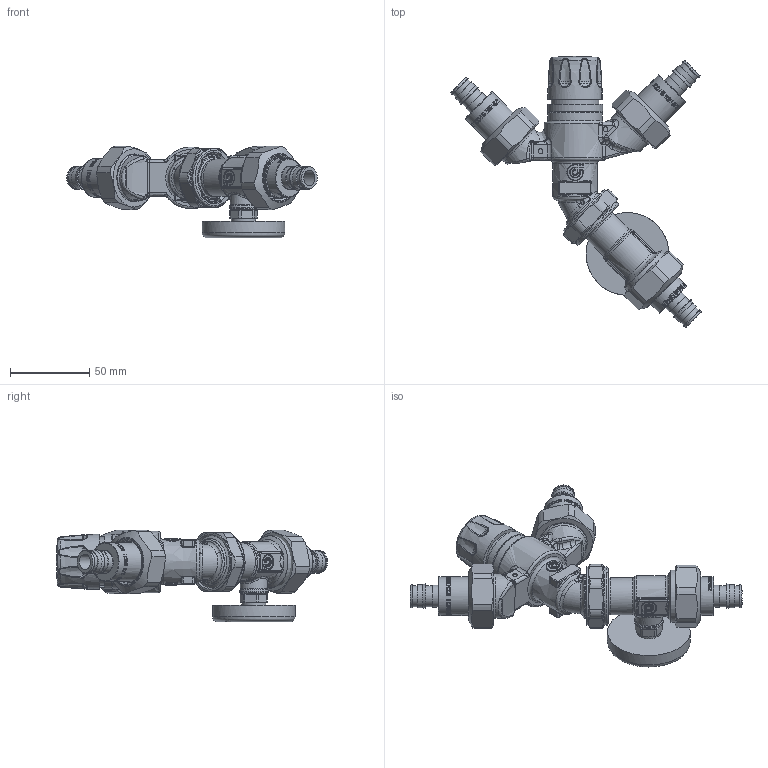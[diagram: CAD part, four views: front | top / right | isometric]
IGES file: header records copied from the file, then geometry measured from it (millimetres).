
Global section: file name: 520415AC; native system: Autodesk Inventor 2024; preprocessor: unknown; author: ischreiner; date: 20250709.095708; units: inch
Bounding box: 158.27 x 171.36 x 57.97 mm (x, y, z)
Volume: 239441.2 mm3; surface area: 79209.9 mm2
Topology: 16 solids, 16 shells, 3500 faces, 9101 edges, 5700 vertices
Faces by surface type: bspline 3500
